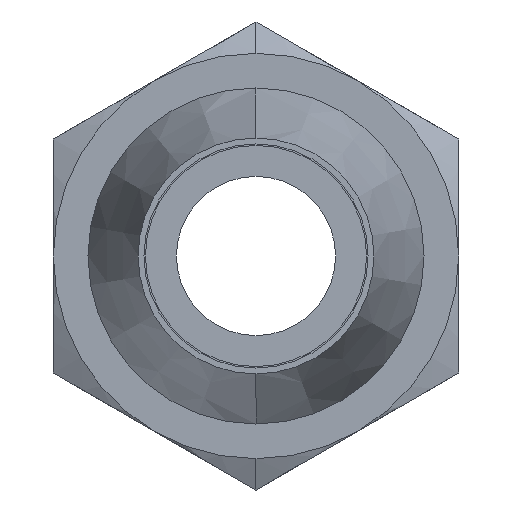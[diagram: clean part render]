
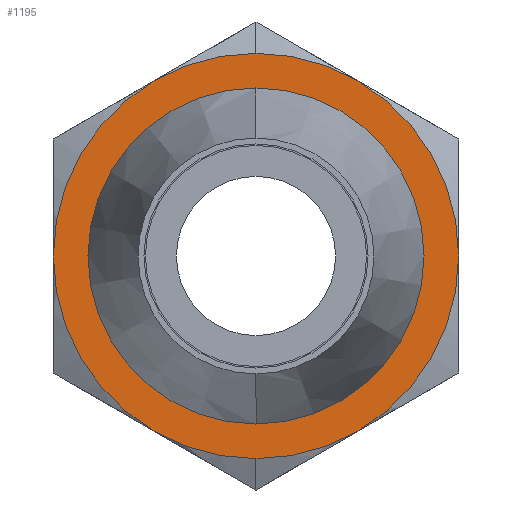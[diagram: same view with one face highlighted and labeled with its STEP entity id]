
A CAD part, left-side view. The second image highlights one B-rep face of the part: STEP entity #1195.
In plain terms, the highlighted planar face has unit normal (-1, 0, 0).
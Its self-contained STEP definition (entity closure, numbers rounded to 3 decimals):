
#1098=CARTESIAN_POINT('POINT68',(1.778,0.,
   -7.239));
#1099=VERTEX_POINT('VERTEX68',#1098);
#1106=CARTESIAN_POINT('POINT69',(1.778,0.,
   7.239));
#1107=VERTEX_POINT('VERTEX69',#1106);
#1108=CARTESIAN_POINT('POS81',(1.778,0.,
   0.));
#1109=DIRECTION('DIR130',(1.,0.,
   0.));
#1110=DIRECTION('DIR131',(0.,0.,
   -1.));
#1111=AXIS2_PLACEMENT_3D('AXIS50',#1108,#1109,#1110);
#1112=CIRCLE('ELLIPSE22',#1111,7.239);
#1113=EDGE_CURVE('EDGE110',#1107,#1099,#1112,.T.);
#1142=EDGE_CURVE('EDGE114',#1099,#1107,#1112,.T.);
#1147=ORIENTED_EDGE('COEDGE225',*,*,#1142,.T.);
#1148=ORIENTED_EDGE('COEDGE226',*,*,#1113,.T.);
#1149=EDGE_LOOP('NONE',(#1147,#1148));
#1150=FACE_BOUND('LOOP1',#1149,.T.);
#1151=CARTESIAN_POINT('POINT71',(1.778,-8.731,
   0.));
#1152=VERTEX_POINT('VERTEX71',#1151);
#1153=CARTESIAN_POINT('POINT72',(1.778,-4.366,
   7.561));
#1154=VERTEX_POINT('VERTEX72',#1153);
#1155=CARTESIAN_POINT('POS85',(1.778,0.,
   0.));
#1156=DIRECTION('DIR137',(-1.,0.,
   0.));
#1157=DIRECTION('DIR138',(0.,0.,
   1.));
#1158=AXIS2_PLACEMENT_3D('AXIS53',#1155,#1156,#1157);
#1159=CIRCLE('ELLIPSE24',#1158,8.731);
#1160=EDGE_CURVE('EDGE115',#1152,#1154,#1159,.T.);
#1161=ORIENTED_EDGE('COEDGE227',*,*,#1160,.T.);
#1162=CARTESIAN_POINT('POINT73',(1.778,0.,
   8.731));
#1163=VERTEX_POINT('VERTEX73',#1162);
#1164=EDGE_CURVE('EDGE116',#1154,#1163,#1159,.T.);
#1165=ORIENTED_EDGE('COEDGE228',*,*,#1164,.T.);
#1166=CARTESIAN_POINT('POINT74',(1.778,4.366,
   7.561));
#1167=VERTEX_POINT('VERTEX74',#1166);
#1168=EDGE_CURVE('EDGE117',#1163,#1167,#1159,.T.);
#1169=ORIENTED_EDGE('COEDGE229',*,*,#1168,.T.);
#1170=CARTESIAN_POINT('POINT75',(1.778,8.731,
   0.));
#1171=VERTEX_POINT('VERTEX75',#1170);
#1172=EDGE_CURVE('EDGE118',#1167,#1171,#1159,.T.);
#1173=ORIENTED_EDGE('COEDGE230',*,*,#1172,.T.);
#1174=CARTESIAN_POINT('POINT76',(1.778,4.366,
   -7.561));
#1175=VERTEX_POINT('VERTEX76',#1174);
#1176=EDGE_CURVE('EDGE119',#1171,#1175,#1159,.T.);
#1177=ORIENTED_EDGE('COEDGE231',*,*,#1176,.T.);
#1178=CARTESIAN_POINT('POINT77',(1.778,0.,
   -8.731));
#1179=VERTEX_POINT('VERTEX77',#1178);
#1180=EDGE_CURVE('EDGE120',#1175,#1179,#1159,.T.);
#1181=ORIENTED_EDGE('COEDGE232',*,*,#1180,.T.);
#1182=CARTESIAN_POINT('POINT78',(1.778,-4.366,
   -7.561));
#1183=VERTEX_POINT('VERTEX78',#1182);
#1184=EDGE_CURVE('EDGE121',#1179,#1183,#1159,.T.);
#1185=ORIENTED_EDGE('COEDGE233',*,*,#1184,.T.);
#1186=EDGE_CURVE('EDGE122',#1183,#1152,#1159,.T.);
#1187=ORIENTED_EDGE('COEDGE234',*,*,#1186,.T.);
#1188=EDGE_LOOP('NONE',(#1161,#1165,#1169,#1173,#1177,#1181,#1185,#1187)
   );
#1189=FACE_BOUND('LOOP1',#1188,.T.);
#1190=CARTESIAN_POINT('POS86',(1.778,0.,
   -4.366));
#1191=DIRECTION('DIR139',(-1.,0.,
   0.));
#1192=DIRECTION('DIR140',(0.,1.,
   0.));
#1193=AXIS2_PLACEMENT_3D('AXIS54',#1190,#1191,#1192);
#1194=PLANE('PLANE17',#1193);
#1195=ADVANCED_FACE('FACE55',(#1150,#1189),#1194,.T.);
